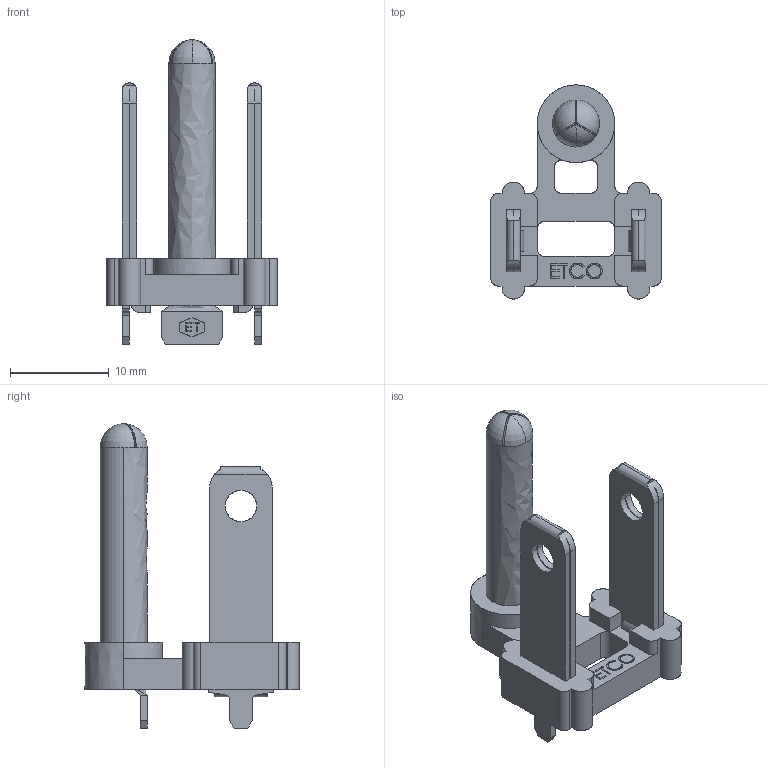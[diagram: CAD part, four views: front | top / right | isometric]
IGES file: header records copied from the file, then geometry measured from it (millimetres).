
Start section: SolidWorks IGES file using analytic representation for surfaces
Global section: file name: 37049.IGS; native system: SolidWorks 2017; preprocessor: SolidWorks 2017; author: sjohnson; date: 170628.073012; units: inch
Bounding box: 17.27 x 21.72 x 30.86 mm (x, y, z)
Surface area: 3168.2 mm2 (no closed solid volume)
Topology: 0 solids, 0 shells, 448 faces, 3830 edges, 3830 vertices
Faces by surface type: bspline 363, revolution 85
